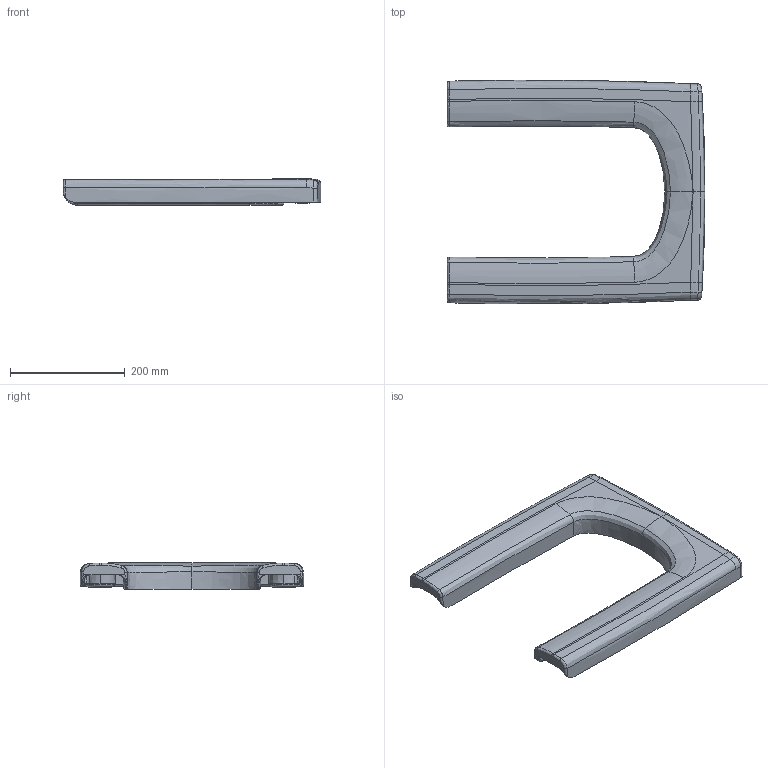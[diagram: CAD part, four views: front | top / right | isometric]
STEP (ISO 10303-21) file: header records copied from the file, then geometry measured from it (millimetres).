
FILE_DESCRIPTION(/* description */ (''),/* implementation_level */ '2;1');
FILE_NAME(/* name */ '9M1400_BS.stp',/* time_stamp */ '2021-10-26T08:47:58+02:00',/* author */ (''),/* organization */ (''),/* preprocessor_version */ 'ST-DEVELOPER v18.1',/* originating_system */ 'SIEMENS PLM Software NX 1973',/* authorisation */ '');
FILE_SCHEMA (('AUTOMOTIVE_DESIGN { 1 0 10303 214 3 1 1 1 }'));
Length unit declared in the file: millimetre
Products named in the file (1): Muel53B0176Bkkwf
Bounding box: 449 x 389.81 x 45.9 mm (x, y, z)
Volume: 981022.5 mm3; surface area: 334506.9 mm2
Topology: 3 solids, 3 shells, 344 faces, 800 edges, 455 vertices
Faces by surface type: bspline 252, cylinder 40, plane 36, sphere 10, torus 4, cone 2
Full cylindrical faces by diameter (mm): 29 x2, 50 x2
Entity records: 36133 total; most frequent: CARTESIAN_POINT 30597, ORIENTED_EDGE 1528, EDGE_CURVE 764, B_SPLINE_CURVE_WITH_KNOTS 654, VERTEX_POINT 444, EDGE_LOOP 366, ADVANCED_FACE 344, DIRECTION 342
